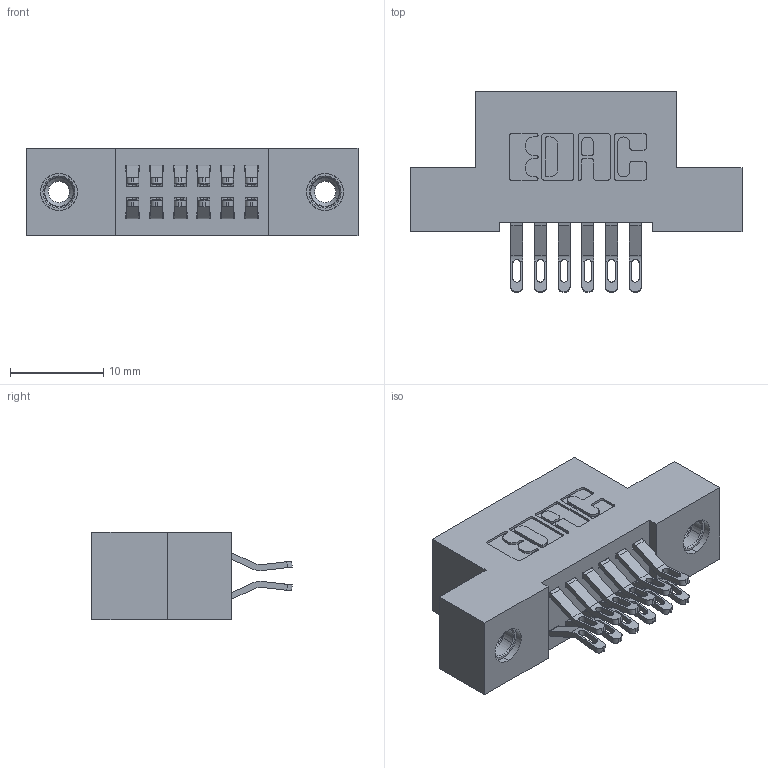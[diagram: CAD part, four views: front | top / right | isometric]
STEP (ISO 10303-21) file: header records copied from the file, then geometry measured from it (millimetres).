
FILE_DESCRIPTION (( 'STEP AP203' ), '1' );
FILE_NAME ('392-012-555-208.STEP', '2019-10-07T01:37:12', ( '' ), ( '' ), 'SwSTEP 2.0', 'SolidWorks 2016', '' );
FILE_SCHEMA (( 'CONFIG_CONTROL_DESIGN' ));
Length unit declared in the file: inch
Products named in the file (4): 342 Part_TI; 345-292-001_555 Tail; 345-250-001_345-250-003-102; 392-012-555-208
Assembly tree (15 placements, depth 2):
  392-012-555-208
    342 Part_TI
    345-292-001_555 Tail  x12
    345-250-001_345-250-003-102  x2
Bounding box: 35.56 x 21.47 x 9.4 mm (x, y, z)
Volume: 3052.3 mm3; surface area: 4207.7 mm2
Topology: 15 solids, 15 shells, 866 faces, 2631 edges, 1746 vertices
Faces by surface type: plane 506, cylinder 344, cone 12, torus 4
Entity records: 9896 total; most frequent: CARTESIAN_POINT 1699, ORIENTED_EDGE 1598, DIRECTION 1517, EDGE_CURVE 799, LINE 631, VECTOR 631, VERTEX_POINT 528, AXIS2_PLACEMENT_3D 443
